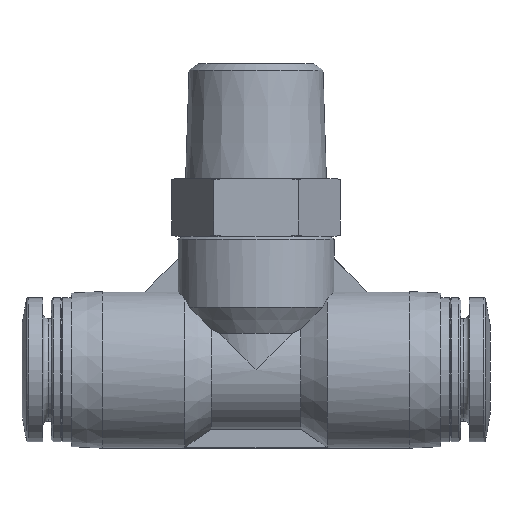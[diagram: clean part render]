
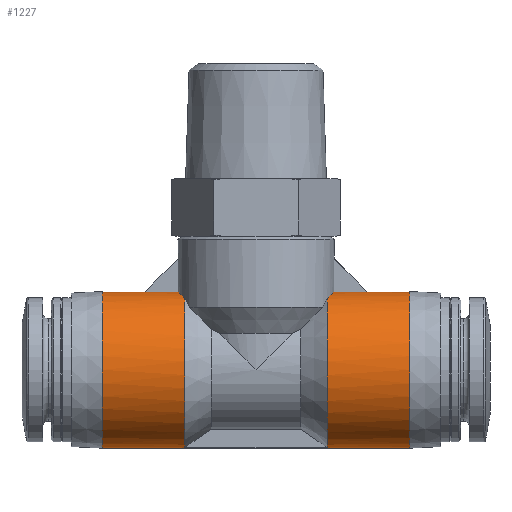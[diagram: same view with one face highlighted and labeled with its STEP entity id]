
A CAD part, front view. The second image highlights one B-rep face of the part: STEP entity #1227.
In plain terms, the highlighted cylindrical face has radius 7.5 mm (diameter 15 mm), a full revolution.
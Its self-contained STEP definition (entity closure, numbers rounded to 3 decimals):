
#129=LINE('',#1982,#172);
#132=LINE('',#1988,#175);
#160=LINE('',#2196,#203);
#161=LINE('',#2197,#204);
#162=LINE('',#2198,#205);
#163=LINE('',#2199,#206);
#172=VECTOR('',#1537,1000.);
#175=VECTOR('',#1542,1000.);
#203=VECTOR('',#1676,1000.);
#204=VECTOR('',#1677,1000.);
#205=VECTOR('',#1678,1000.);
#206=VECTOR('',#1679,1000.);
#215=ELLIPSE('',#1314,10.607,7.5);
#217=ELLIPSE('',#1316,10.607,7.5);
#218=ELLIPSE('',#1317,10.607,7.5);
#220=ELLIPSE('',#1319,10.607,7.5);
#221=ELLIPSE('',#1371,10.607,7.5);
#222=ELLIPSE('',#1374,10.607,7.5);
#439=ORIENTED_EDGE('',*,*,#669,.F.);
#440=ORIENTED_EDGE('',*,*,#670,.F.);
#441=ORIENTED_EDGE('',*,*,#671,.T.);
#442=ORIENTED_EDGE('',*,*,#587,.T.);
#443=ORIENTED_EDGE('',*,*,#579,.F.);
#444=ORIENTED_EDGE('',*,*,#672,.F.);
#445=ORIENTED_EDGE('',*,*,#569,.T.);
#446=ORIENTED_EDGE('',*,*,#596,.T.);
#447=ORIENTED_EDGE('',*,*,#600,.F.);
#448=ORIENTED_EDGE('',*,*,#668,.T.);
#449=ORIENTED_EDGE('',*,*,#597,.T.);
#450=ORIENTED_EDGE('',*,*,#592,.T.);
#451=ORIENTED_EDGE('',*,*,#571,.T.);
#452=ORIENTED_EDGE('',*,*,#673,.T.);
#453=ORIENTED_EDGE('',*,*,#577,.F.);
#454=ORIENTED_EDGE('',*,*,#591,.T.);
#455=ORIENTED_EDGE('',*,*,#674,.F.);
#456=ORIENTED_EDGE('',*,*,#675,.T.);
#569=EDGE_CURVE('',#729,#731,#839,.T.);
#571=EDGE_CURVE('',#733,#732,#840,.T.);
#577=EDGE_CURVE('',#737,#735,#841,.T.);
#579=EDGE_CURVE('',#738,#739,#842,.T.);
#587=EDGE_CURVE('',#742,#739,#215,.F.);
#591=EDGE_CURVE('',#737,#745,#217,.F.);
#592=EDGE_CURVE('',#746,#733,#218,.F.);
#596=EDGE_CURVE('',#731,#749,#220,.F.);
#597=EDGE_CURVE('',#750,#746,#129,.F.);
#600=EDGE_CURVE('',#751,#749,#132,.F.);
#668=EDGE_CURVE('',#751,#750,#221,.F.);
#669=EDGE_CURVE('',#796,#796,#868,.T.);
#670=EDGE_CURVE('',#797,#798,#222,.T.);
#671=EDGE_CURVE('',#797,#742,#160,.T.);
#672=EDGE_CURVE('',#729,#738,#161,.T.);
#673=EDGE_CURVE('',#732,#735,#162,.T.);
#674=EDGE_CURVE('',#798,#745,#163,.T.);
#675=EDGE_CURVE('',#799,#799,#869,.T.);
#729=VERTEX_POINT('',#1889);
#731=VERTEX_POINT('',#1899);
#732=VERTEX_POINT('',#1906);
#733=VERTEX_POINT('',#1908);
#735=VERTEX_POINT('',#1923);
#737=VERTEX_POINT('',#1933);
#738=VERTEX_POINT('',#1940);
#739=VERTEX_POINT('',#1942);
#742=VERTEX_POINT('',#1964);
#745=VERTEX_POINT('',#1970);
#746=VERTEX_POINT('',#1973);
#749=VERTEX_POINT('',#1979);
#750=VERTEX_POINT('',#1983);
#751=VERTEX_POINT('',#1987);
#796=VERTEX_POINT('',#2192);
#797=VERTEX_POINT('',#2194);
#798=VERTEX_POINT('',#2195);
#799=VERTEX_POINT('',#2201);
#839=CIRCLE('',#1297,7.5);
#840=CIRCLE('',#1299,7.5);
#841=CIRCLE('',#1301,7.5);
#842=CIRCLE('',#1303,7.5);
#868=CIRCLE('',#1373,7.5);
#869=CIRCLE('',#1375,7.5);
#954=EDGE_LOOP('',(#439));
#955=EDGE_LOOP('',(#440,#441,#442,#443,#444,#445,#446,#447,#448,#449,#450,
#451,#452,#453,#454,#455));
#956=EDGE_LOOP('',(#456));
#1085=FACE_BOUND('',#954,.T.);
#1086=FACE_BOUND('',#955,.T.);
#1087=FACE_BOUND('',#956,.T.);
#1172=CYLINDRICAL_SURFACE('',#1372,7.5);
#1227=ADVANCED_FACE('',(#1085,#1086,#1087),#1172,.T.);
#1297=AXIS2_PLACEMENT_3D('',#1900,#1485,#1486);
#1299=AXIS2_PLACEMENT_3D('',#1907,#1489,#1490);
#1301=AXIS2_PLACEMENT_3D('',#1934,#1493,#1494);
#1303=AXIS2_PLACEMENT_3D('',#1941,#1497,#1498);
#1314=AXIS2_PLACEMENT_3D('',#1963,#1519,#1520);
#1316=AXIS2_PLACEMENT_3D('',#1971,#1525,#1526);
#1317=AXIS2_PLACEMENT_3D('',#1972,#1527,#1528);
#1319=AXIS2_PLACEMENT_3D('',#1980,#1533,#1534);
#1371=AXIS2_PLACEMENT_3D('',#2189,#1668,#1669);
#1372=AXIS2_PLACEMENT_3D('',#2190,#1670,#1671);
#1373=AXIS2_PLACEMENT_3D('',#2191,#1672,#1673);
#1374=AXIS2_PLACEMENT_3D('',#2193,#1674,#1675);
#1375=AXIS2_PLACEMENT_3D('',#2200,#1680,#1681);
#1485=DIRECTION('',(1.,0.,0.));
#1486=DIRECTION('',(0.,0.,-1.));
#1489=DIRECTION('',(1.,0.,0.));
#1490=DIRECTION('',(0.,0.,-1.));
#1493=DIRECTION('',(1.,0.,0.));
#1494=DIRECTION('',(0.,0.,-1.));
#1497=DIRECTION('',(1.,0.,0.));
#1498=DIRECTION('',(0.,0.,-1.));
#1519=DIRECTION('',(0.707,0.,0.707));
#1520=DIRECTION('',(-0.707,0.,0.707));
#1525=DIRECTION('',(0.707,0.,0.707));
#1526=DIRECTION('',(-0.707,0.,0.707));
#1527=DIRECTION('',(-0.707,0.,0.707));
#1528=DIRECTION('',(0.707,0.,0.707));
#1533=DIRECTION('',(-0.707,0.,0.707));
#1534=DIRECTION('',(0.707,0.,0.707));
#1537=DIRECTION('',(1.,0.,0.));
#1542=DIRECTION('',(1.,0.,0.));
#1668=DIRECTION('',(-0.707,0.,-0.707));
#1669=DIRECTION('',(0.707,0.,-0.707));
#1670=DIRECTION('',(1.,0.,0.));
#1671=DIRECTION('',(0.,0.,-1.));
#1672=DIRECTION('',(1.,0.,0.));
#1673=DIRECTION('',(0.,0.,-1.));
#1674=DIRECTION('',(0.707,0.,-0.707));
#1675=DIRECTION('',(0.707,0.,0.707));
#1676=DIRECTION('',(1.,0.,0.));
#1677=DIRECTION('',(-1.,0.,0.));
#1678=DIRECTION('',(-1.,0.,0.));
#1679=DIRECTION('',(1.,0.,0.));
#1680=DIRECTION('',(1.,0.,0.));
#1681=DIRECTION('',(0.,0.,-1.));
#1889=CARTESIAN_POINT('',(6.8,1.,-7.433));
#1899=CARTESIAN_POINT('',(6.8,3.164,6.8));
#1900=CARTESIAN_POINT('',(6.8,0.,0.));
#1906=CARTESIAN_POINT('',(6.8,-1.,-7.433));
#1907=CARTESIAN_POINT('',(6.8,0.,0.));
#1908=CARTESIAN_POINT('',(6.8,-3.164,6.8));
#1923=CARTESIAN_POINT('',(-6.8,-1.,-7.433));
#1933=CARTESIAN_POINT('',(-6.8,-3.164,6.8));
#1934=CARTESIAN_POINT('',(-6.8,0.,0.));
#1940=CARTESIAN_POINT('',(-6.8,1.,-7.433));
#1941=CARTESIAN_POINT('',(-6.8,0.,0.));
#1942=CARTESIAN_POINT('',(-6.8,3.164,6.8));
#1963=CARTESIAN_POINT('',(0.,0.,0.));
#1964=CARTESIAN_POINT('',(-7.433,1.,7.433));
#1970=CARTESIAN_POINT('',(-7.433,-1.,7.433));
#1971=CARTESIAN_POINT('',(0.,0.,0.));
#1972=CARTESIAN_POINT('',(0.,0.,0.));
#1973=CARTESIAN_POINT('',(7.433,-1.,7.433));
#1979=CARTESIAN_POINT('',(7.433,1.,7.433));
#1980=CARTESIAN_POINT('',(0.,0.,0.));
#1982=CARTESIAN_POINT('',(22.4,-1.,7.433));
#1983=CARTESIAN_POINT('',(10.669,-1.,7.433));
#1987=CARTESIAN_POINT('',(10.669,1.,7.433));
#1988=CARTESIAN_POINT('',(22.4,1.,7.433));
#2189=CARTESIAN_POINT('',(18.102,0.,0.));
#2190=CARTESIAN_POINT('',(22.4,0.,0.));
#2191=CARTESIAN_POINT('',(14.7,0.,0.));
#2192=CARTESIAN_POINT('',(14.7,0.,-7.5));
#2193=CARTESIAN_POINT('',(-18.102,0.,0.));
#2194=CARTESIAN_POINT('',(-10.669,1.,7.433));
#2195=CARTESIAN_POINT('',(-10.669,-1.,7.433));
#2196=CARTESIAN_POINT('',(22.4,1.,7.433));
#2197=CARTESIAN_POINT('',(6.8,1.,-7.433));
#2198=CARTESIAN_POINT('',(6.8,-1.,-7.433));
#2199=CARTESIAN_POINT('',(22.4,-1.,7.433));
#2200=CARTESIAN_POINT('',(-14.7,0.,0.));
#2201=CARTESIAN_POINT('',(-14.7,0.,-7.5));
